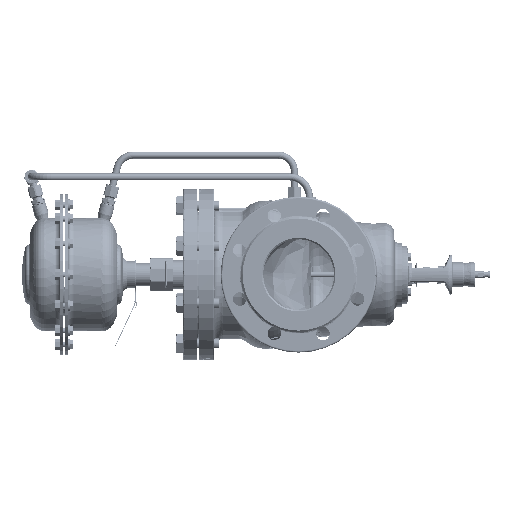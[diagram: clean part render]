
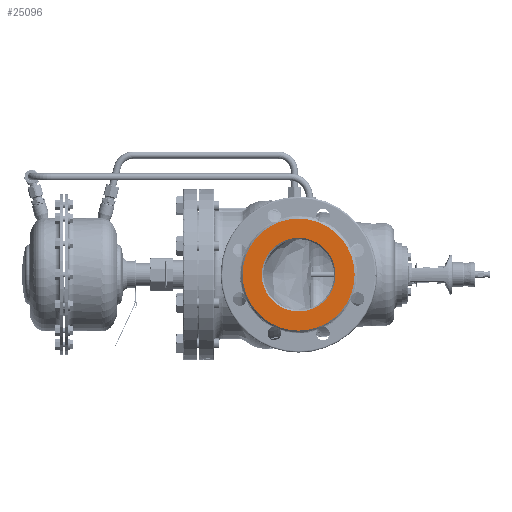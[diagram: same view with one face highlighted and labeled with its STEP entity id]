
A CAD part, left-side view. The second image highlights one B-rep face of the part: STEP entity #25096.
In plain terms, the highlighted planar face has unit normal (-1, 0, 0).
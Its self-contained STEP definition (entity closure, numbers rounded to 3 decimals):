
#949=CARTESIAN_POINT('',(-175.,0.,0.));
#950=DIRECTION('',(1.,0.,0.));
#951=DIRECTION('',(0.,1.,0.));
#952=AXIS2_PLACEMENT_3D('',#949,#950,#951);
#954=CARTESIAN_POINT('',(-175.,0.,0.));
#955=DIRECTION('',(1.,0.,0.));
#956=DIRECTION('',(0.,-1.,0.));
#957=AXIS2_PLACEMENT_3D('',#954,#955,#956);
#959=CARTESIAN_POINT('',(-175.,0.,0.));
#960=DIRECTION('',(-1.,0.,0.));
#961=DIRECTION('',(0.,-1.,0.));
#962=AXIS2_PLACEMENT_3D('',#959,#960,#961);
#964=CARTESIAN_POINT('',(-175.,0.,0.));
#965=DIRECTION('',(-1.,0.,0.));
#966=DIRECTION('',(0.,1.,0.));
#967=AXIS2_PLACEMENT_3D('',#964,#965,#966);
#20573=CARTESIAN_POINT('',(-175.,-79.,0.));
#20574=VERTEX_POINT('',#20573);
#20575=CARTESIAN_POINT('',(-175.,79.,0.));
#20576=VERTEX_POINT('',#20575);
#20577=CARTESIAN_POINT('',(-175.,-52.,0.));
#20578=CARTESIAN_POINT('',(-175.,52.,0.));
#20579=VERTEX_POINT('',#20577);
#20580=VERTEX_POINT('',#20578);
#25081=CARTESIAN_POINT('',(-175.,0.,0.));
#25082=DIRECTION('',(1.,0.,0.));
#25083=DIRECTION('',(0.,-1.,0.));
#25084=AXIS2_PLACEMENT_3D('',#25081,#25082,#25083);
#25085=PLANE('',#25084);
#25086=ORIENTED_EDGE('',*,*,#25047,.T.);
#25087=ORIENTED_EDGE('',*,*,#25068,.T.);
#25088=EDGE_LOOP('',(#25086,#25087));
#25089=FACE_OUTER_BOUND('',#25088,.F.);
#25091=ORIENTED_EDGE('',*,*,#25090,.T.);
#25093=ORIENTED_EDGE('',*,*,#25092,.T.);
#25094=EDGE_LOOP('',(#25091,#25093));
#25095=FACE_BOUND('',#25094,.F.);
#25096=ADVANCED_FACE('',(#25089,#25095),#25085,.F.);
#953=CIRCLE('',#952,79.);
#958=CIRCLE('',#957,79.);
#963=CIRCLE('',#962,52.);
#968=CIRCLE('',#967,52.);
#25047=EDGE_CURVE('',#20576,#20574,#953,.T.);
#25068=EDGE_CURVE('',#20574,#20576,#958,.T.);
#25090=EDGE_CURVE('',#20579,#20580,#963,.T.);
#25092=EDGE_CURVE('',#20580,#20579,#968,.T.);
